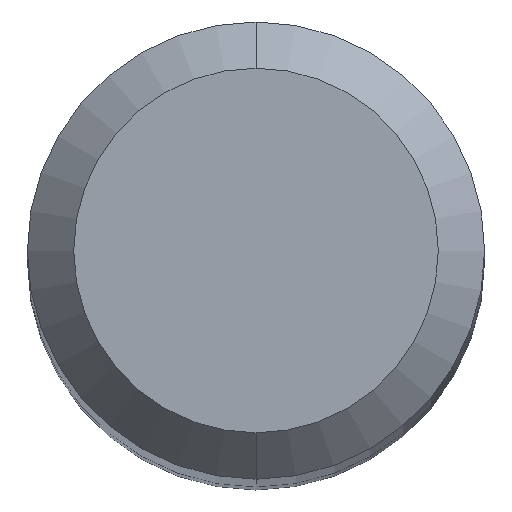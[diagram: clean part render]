
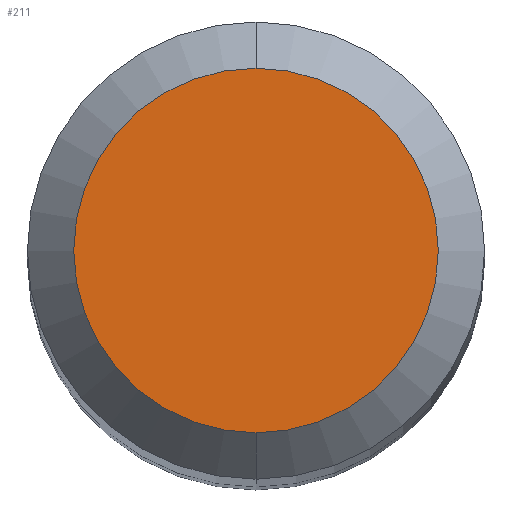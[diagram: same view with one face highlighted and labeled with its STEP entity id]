
A CAD part, top view. The second image highlights one B-rep face of the part: STEP entity #211.
In plain terms, the highlighted planar face has unit normal (0, 0, 1).
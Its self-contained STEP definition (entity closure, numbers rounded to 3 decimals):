
#24 = CARTESIAN_POINT ( 'NONE',  ( 0., 0., 55. ) ) ;
#27 = DIRECTION ( 'NONE',  ( 0., 1., 0. ) ) ;
#49 = FACE_OUTER_BOUND ( 'NONE', #228, .T. ) ;
#65 = AXIS2_PLACEMENT_3D ( 'NONE', #72, #131, #155 ) ;
#72 = CARTESIAN_POINT ( 'NONE',  ( 0., 0., 55. ) ) ;
#73 = CARTESIAN_POINT ( 'NONE',  ( 0., -1.575, 55. ) ) ;
#76 = CIRCLE ( 'NONE', #222, 1.575 ) ;
#78 = CARTESIAN_POINT ( 'NONE',  ( 0., 1.575, 55. ) ) ;
#131 = DIRECTION ( 'NONE',  ( 0., 0., -1. ) ) ;
#140 = ORIENTED_EDGE ( 'NONE', *, *, #180, .F. ) ;
#155 = DIRECTION ( 'NONE',  ( 0., 1., 0. ) ) ;
#156 = EDGE_CURVE ( 'NONE', #225, #266, #217, .T. ) ;
#180 = EDGE_CURVE ( 'NONE', #266, #225, #76, .T. ) ;
#206 = ORIENTED_EDGE ( 'NONE', *, *, #156, .F. ) ;
#211 = ADVANCED_FACE ( 'NONE', ( #49 ), #237, .F. ) ;
#215 = DIRECTION ( 'NONE',  ( 0., 0., -1. ) ) ;
#217 = CIRCLE ( 'NONE', #65, 1.575 ) ;
#222 = AXIS2_PLACEMENT_3D ( 'NONE', #232, #283, #311 ) ;
#225 = VERTEX_POINT ( 'NONE', #73 ) ;
#228 = EDGE_LOOP ( 'NONE', ( #140, #206 ) ) ;
#232 = CARTESIAN_POINT ( 'NONE',  ( 0., 0., 55. ) ) ;
#237 = PLANE ( 'NONE',  #305 ) ;
#266 = VERTEX_POINT ( 'NONE', #78 ) ;
#283 = DIRECTION ( 'NONE',  ( 0., 0., -1. ) ) ;
#305 = AXIS2_PLACEMENT_3D ( 'NONE', #24, #215, #27 ) ;
#311 = DIRECTION ( 'NONE',  ( 0., 1., 0. ) ) ;
